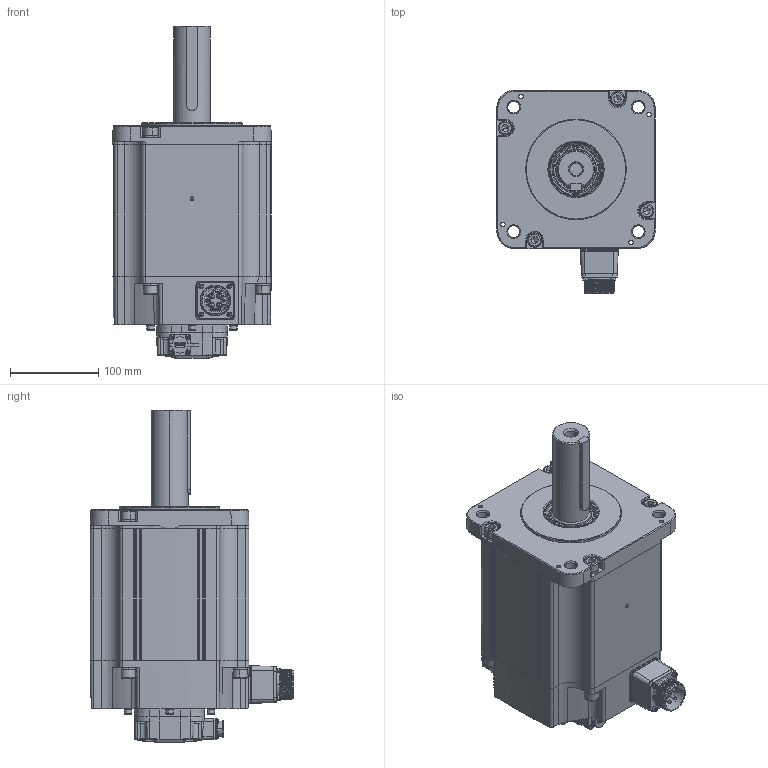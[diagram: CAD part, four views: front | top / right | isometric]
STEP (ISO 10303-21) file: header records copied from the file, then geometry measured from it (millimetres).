
FILE_DESCRIPTION (( 'STEP AP214' ), '1' );
FILE_NAME ('12700000283.STEP', '2021-02-02T10:55:14', ( '' ), ( '' ), 'SwSTEP 2.0', 'SolidWorks 2018', '' );
FILE_SCHEMA (( 'AUTOMOTIVE_DESIGN' ));
Length unit declared in the file: millimetre
Products named in the file (1): 12700000283
Bounding box: 180 x 230.9 x 377 mm (x, y, z)
Surface area: 299731.5 mm2 (no closed solid volume)
Topology: 0 solids, 75 shells, 970 faces, 3800 edges, 2821 vertices
Faces by surface type: cylinder 345, plane 310, cone 142, bspline 78, torus 66, sphere 29
Entity records: 55972 total; most frequent: CARTESIAN_POINT 14817, DIRECTION 6316, ORIENTED_EDGE 5675, EDGE_CURVE 3761, VERTEX_POINT 2821, AXIS2_PLACEMENT_3D 2280, LINE 1756, VECTOR 1756
